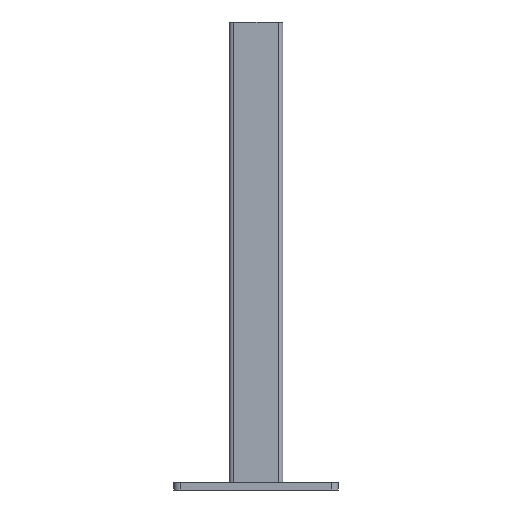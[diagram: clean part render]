
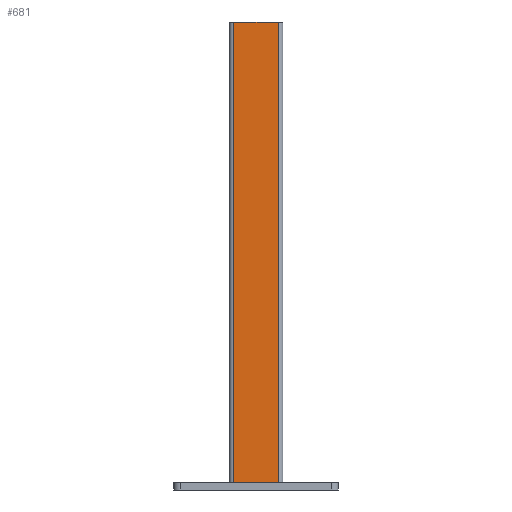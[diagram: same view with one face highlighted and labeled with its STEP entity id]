
A CAD part, left-side view. The second image highlights one B-rep face of the part: STEP entity #681.
In plain terms, the highlighted planar face has unit normal (-1, 0, 0).
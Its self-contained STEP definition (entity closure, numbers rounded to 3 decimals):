
#49 = FACE_OUTER_BOUND ( 'NONE', #1637, .T. ) ;
#155 = CARTESIAN_POINT ( 'NONE',  ( -20.5, 3.5, 350. ) ) ;
#283 = CARTESIAN_POINT ( 'NONE',  ( -20.5, 37.5, 0. ) ) ;
#289 = CARTESIAN_POINT ( 'NONE',  ( -20.5, 3.5, 0. ) ) ;
#479 = ORIENTED_EDGE ( 'NONE', *, *, #1871, .T. ) ;
#480 = ORIENTED_EDGE ( 'NONE', *, *, #1870, .F. ) ;
#481 = ORIENTED_EDGE ( 'NONE', *, *, #1869, .F. ) ;
#483 = ORIENTED_EDGE ( 'NONE', *, *, #1873, .T. ) ;
#681 = ADVANCED_FACE ( 'NONE', ( #49 ), #1295, .F. ) ;
#826 = LINE ( 'NONE', #2335, #839 ) ;
#838 = LINE ( 'NONE', #2331, #841 ) ;
#839 = VECTOR ( 'NONE', #2341, 1000. ) ;
#840 = LINE ( 'NONE', #2323, #843 ) ;
#841 = VECTOR ( 'NONE', #2325, 1000. ) ;
#843 = VECTOR ( 'NONE', #2321, 1000. ) ;
#844 = LINE ( 'NONE', #2322, #846 ) ;
#846 = VECTOR ( 'NONE', #2350, 1000. ) ;
#1133 = AXIS2_PLACEMENT_3D ( 'NONE', #1294, #1280, #1278 ) ;
#1278 = DIRECTION ( 'NONE',  ( 0., 1., 0. ) ) ;
#1280 = DIRECTION ( 'NONE',  ( 1., 0., 0. ) ) ;
#1294 = CARTESIAN_POINT ( 'NONE',  ( -20.5, 0., 350. ) ) ;
#1295 = PLANE ( 'NONE',  #1133 ) ;
#1637 = EDGE_LOOP ( 'NONE', ( #479, #480, #481, #483 ) ) ;
#1869 = EDGE_CURVE ( 'NONE', #1953, #2218, #826, .T. ) ;
#1870 = EDGE_CURVE ( 'NONE', #2218, #1964, #838, .T. ) ;
#1871 = EDGE_CURVE ( 'NONE', #1994, #1964, #840, .T. ) ;
#1873 = EDGE_CURVE ( 'NONE', #1953, #1994, #844, .T. ) ;
#1953 = VERTEX_POINT ( 'NONE', #2240 ) ;
#1964 = VERTEX_POINT ( 'NONE', #289 ) ;
#1994 = VERTEX_POINT ( 'NONE', #283 ) ;
#2218 = VERTEX_POINT ( 'NONE', #155 ) ;
#2240 = CARTESIAN_POINT ( 'NONE',  ( -20.5, 37.5, 350. ) ) ;
#2321 = DIRECTION ( 'NONE',  ( 0., -1., 0. ) ) ;
#2322 = CARTESIAN_POINT ( 'NONE',  ( -20.5, 37.5, 350. ) ) ;
#2323 = CARTESIAN_POINT ( 'NONE',  ( -20.5, 0., 0. ) ) ;
#2325 = DIRECTION ( 'NONE',  ( 0., 0., -1. ) ) ;
#2331 = CARTESIAN_POINT ( 'NONE',  ( -20.5, 3.5, 350. ) ) ;
#2335 = CARTESIAN_POINT ( 'NONE',  ( -20.5, 0., 350. ) ) ;
#2341 = DIRECTION ( 'NONE',  ( 0., -1., 0. ) ) ;
#2350 = DIRECTION ( 'NONE',  ( 0., 0., -1. ) ) ;
